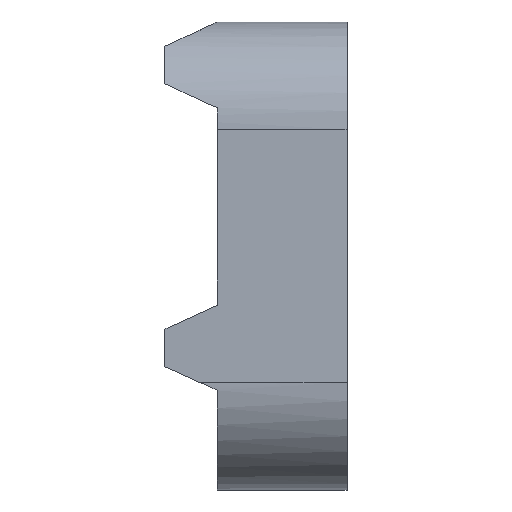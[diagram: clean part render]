
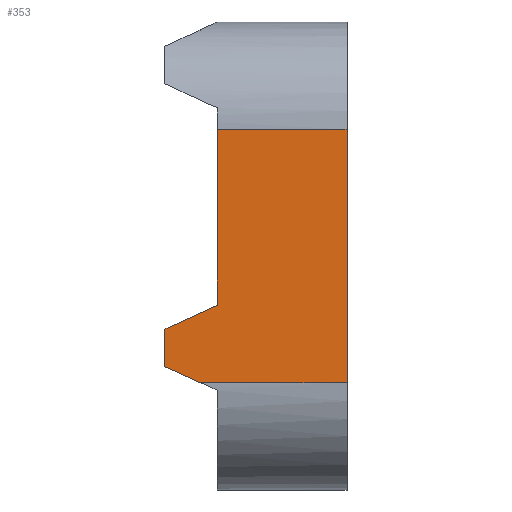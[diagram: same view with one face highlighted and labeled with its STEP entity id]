
A CAD part, front view. The second image highlights one B-rep face of the part: STEP entity #353.
In plain terms, the highlighted planar face has unit normal (0, -1, 0).
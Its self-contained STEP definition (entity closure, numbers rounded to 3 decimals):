
#33=FACE_OUTER_BOUND('',#52,.T.);
#52=EDGE_LOOP('',(#236,#237,#238,#239,#240,#241,#242));
#73=LINE('',#512,#112);
#74=LINE('',#514,#113);
#75=LINE('',#516,#114);
#76=LINE('',#518,#115);
#77=LINE('',#520,#116);
#78=LINE('',#522,#117);
#79=LINE('',#523,#118);
#112=VECTOR('',#409,10.);
#113=VECTOR('',#410,10.);
#114=VECTOR('',#411,10.);
#115=VECTOR('',#412,10.);
#116=VECTOR('',#413,10.);
#117=VECTOR('',#414,10.);
#118=VECTOR('',#415,10.);
#151=VERTEX_POINT('',#510);
#152=VERTEX_POINT('',#511);
#153=VERTEX_POINT('',#513);
#154=VERTEX_POINT('',#515);
#155=VERTEX_POINT('',#517);
#156=VERTEX_POINT('',#519);
#157=VERTEX_POINT('',#521);
#185=EDGE_CURVE('',#151,#152,#73,.T.);
#186=EDGE_CURVE('',#151,#153,#74,.F.);
#187=EDGE_CURVE('',#154,#153,#75,.T.);
#188=EDGE_CURVE('',#155,#154,#76,.T.);
#189=EDGE_CURVE('',#156,#155,#77,.T.);
#190=EDGE_CURVE('',#157,#156,#78,.T.);
#191=EDGE_CURVE('',#157,#152,#79,.T.);
#236=ORIENTED_EDGE('',*,*,#185,.F.);
#237=ORIENTED_EDGE('',*,*,#186,.T.);
#238=ORIENTED_EDGE('',*,*,#187,.F.);
#239=ORIENTED_EDGE('',*,*,#188,.F.);
#240=ORIENTED_EDGE('',*,*,#189,.F.);
#241=ORIENTED_EDGE('',*,*,#190,.F.);
#242=ORIENTED_EDGE('',*,*,#191,.T.);
#338=PLANE('',#374);
#353=ADVANCED_FACE('',(#33),#338,.F.);
#374=AXIS2_PLACEMENT_3D('',#509,#407,#408);
#407=DIRECTION('center_axis',(0.,1.,0.));
#408=DIRECTION('ref_axis',(1.,0.,0.));
#409=DIRECTION('',(1.,0.,0.));
#410=DIRECTION('',(0.,0.,1.));
#411=DIRECTION('',(0.908,0.,0.418));
#412=DIRECTION('',(0.,0.,1.));
#413=DIRECTION('',(-0.912,0.,0.41));
#414=DIRECTION('',(-1.,0.,0.));
#415=DIRECTION('',(0.,0.,1.));
#509=CARTESIAN_POINT('Origin',(63.827,-5.,1.286));
#510=CARTESIAN_POINT('',(62.426,-5.,4.43));
#511=CARTESIAN_POINT('',(65.445,-5.,4.43));
#512=CARTESIAN_POINT('',(63.127,-5.,4.43));
#513=CARTESIAN_POINT('',(62.426,-5.,0.344));
#514=CARTESIAN_POINT('',(62.426,-5.,0.815));
#515=CARTESIAN_POINT('',(61.21,-5.,-0.215));
#516=CARTESIAN_POINT('',(62.575,-5.,0.413));
#517=CARTESIAN_POINT('',(61.21,-5.,-1.091));
#518=CARTESIAN_POINT('',(61.21,-5.,0.098));
#519=CARTESIAN_POINT('',(62.024,-5.,-1.457));
#520=CARTESIAN_POINT('',(62.461,-5.,-1.654));
#521=CARTESIAN_POINT('',(65.445,-5.,-1.457));
#522=CARTESIAN_POINT('',(65.136,-5.,-1.457));
#523=CARTESIAN_POINT('',(65.445,-5.,4.108));
